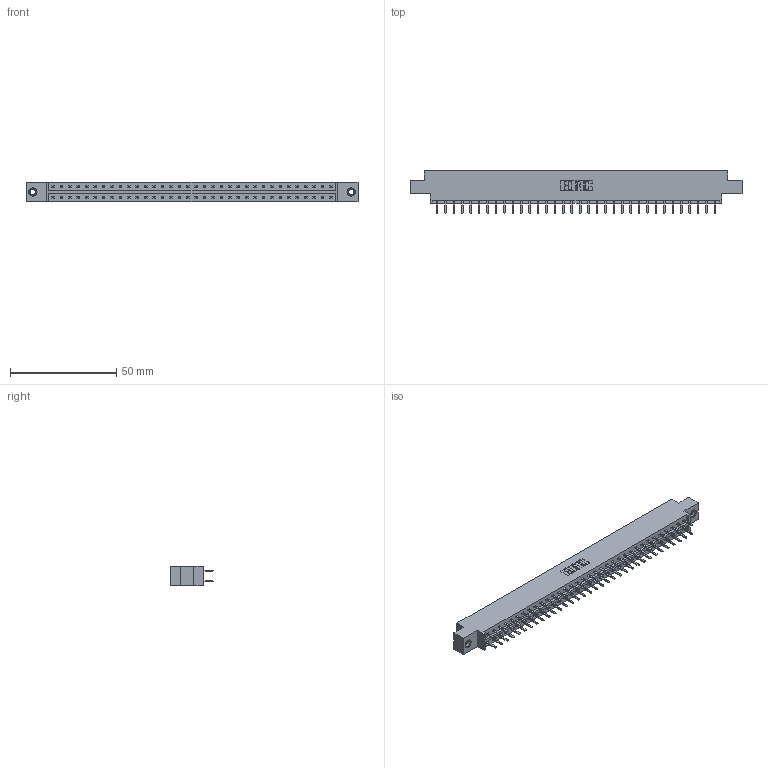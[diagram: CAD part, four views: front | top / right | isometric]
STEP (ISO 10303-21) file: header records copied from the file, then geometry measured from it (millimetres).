
FILE_DESCRIPTION (( 'STEP AP203' ), '1' );
FILE_NAME ('833-068-520-807.STEP', '2020-06-05T10:08:33', ( '' ), ( '' ), 'SwSTEP 2.0', 'SolidWorks 2020', '' );
FILE_SCHEMA (( 'CONFIG_CONTROL_DESIGN' ));
Length unit declared in the file: inch
Products named in the file (4): 833-068-520-807; 833 Part_Offset - .156 Dia - TI; 345-250-001_345-250-005-103; 345-292-001_345-293-120
Assembly tree (71 placements, depth 2):
  833-068-520-807
    833 Part_Offset - .156 Dia - TI
    345-292-001_345-293-120  x68
    345-250-001_345-250-005-103  x2
Bounding box: 156.26 x 20.02 x 9.4 mm (x, y, z)
Volume: 15607.3 mm3; surface area: 18541.6 mm2
Topology: 71 solids, 71 shells, 3986 faces, 11543 edges, 7506 vertices
Faces by surface type: plane 2690, cylinder 1280, cone 12, torus 4
Entity records: 24340 total; most frequent: CARTESIAN_POINT 4041, ORIENTED_EDGE 3958, DIRECTION 3485, EDGE_CURVE 1979, LINE 1827, VECTOR 1827, VERTEX_POINT 1312, AXIS2_PLACEMENT_3D 829
